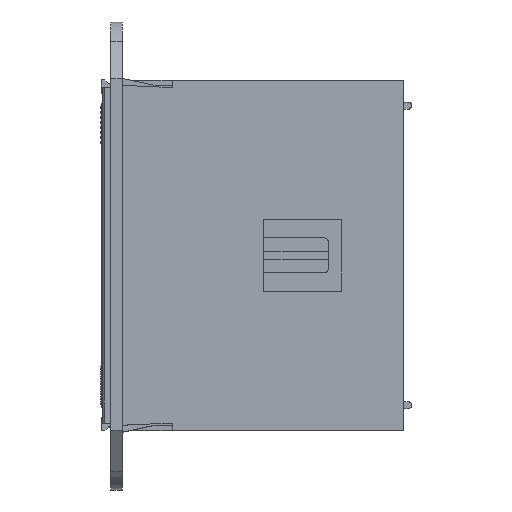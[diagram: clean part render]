
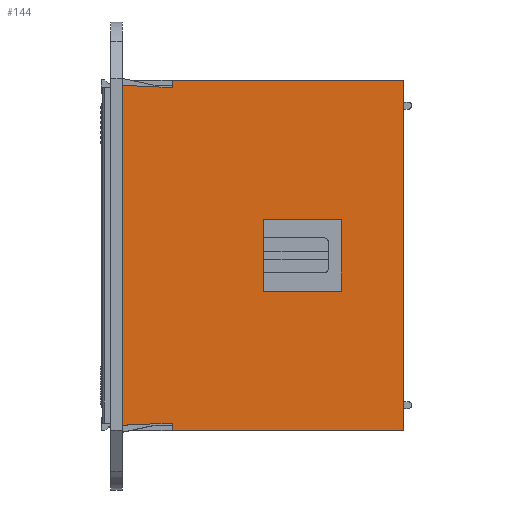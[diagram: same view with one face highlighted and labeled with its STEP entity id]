
A CAD part, top view. The second image highlights one B-rep face of the part: STEP entity #144.
In plain terms, the highlighted planar face has unit normal (0, 0, 1).
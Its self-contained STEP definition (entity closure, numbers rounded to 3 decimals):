
#144=ADVANCED_FACE('',(#2421,#2422),#2423,.F.);
#2421=FACE_OUTER_BOUND('',#7148,.T.);
#2422=FACE_BOUND('',#7149,.T.);
#2423=PLANE('',#7150);
#7148=EDGE_LOOP('',(#11897,#11898,#11899,#11900,#11901,#11902,#11903,#11904));
#7149=EDGE_LOOP('',(#11905,#11906,#11907,#11908));
#7150=AXIS2_PLACEMENT_3D('',#11909,#11910,#11911);
#11897=ORIENTED_EDGE('',*,*,#31347,.F.);
#11898=ORIENTED_EDGE('',*,*,#31348,.F.);
#11899=ORIENTED_EDGE('',*,*,#31349,.F.);
#11900=ORIENTED_EDGE('',*,*,#31350,.F.);
#11901=ORIENTED_EDGE('',*,*,#31351,.F.);
#11902=ORIENTED_EDGE('',*,*,#31352,.T.);
#11903=ORIENTED_EDGE('',*,*,#31353,.F.);
#11904=ORIENTED_EDGE('',*,*,#31354,.T.);
#11905=ORIENTED_EDGE('',*,*,#31355,.T.);
#11906=ORIENTED_EDGE('',*,*,#31356,.T.);
#11907=ORIENTED_EDGE('',*,*,#31357,.T.);
#11908=ORIENTED_EDGE('',*,*,#31358,.T.);
#11909=CARTESIAN_POINT('',(32.62,47.767,-3.76));
#11910=DIRECTION('',(0.0,0.0,-1.0));
#11911=DIRECTION('',(0.0,-1.0,0.0));
#31347=EDGE_CURVE('',#37660,#37661,#37662,.T.);
#31348=EDGE_CURVE('',#37663,#37660,#37664,.T.);
#31349=EDGE_CURVE('',#37665,#37663,#37666,.T.);
#31350=EDGE_CURVE('',#37667,#37665,#37668,.T.);
#31351=EDGE_CURVE('',#37669,#37667,#37670,.T.);
#31352=EDGE_CURVE('',#37669,#37671,#37672,.T.);
#31353=EDGE_CURVE('',#37673,#37671,#37674,.T.);
#31354=EDGE_CURVE('',#37673,#37661,#37675,.T.);
#31355=EDGE_CURVE('',#37676,#37677,#37678,.T.);
#31356=EDGE_CURVE('',#37677,#37679,#37680,.T.);
#31357=EDGE_CURVE('',#37679,#37681,#37682,.T.);
#31358=EDGE_CURVE('',#37681,#37676,#37683,.T.);
#37660=VERTEX_POINT('',#48135);
#37661=VERTEX_POINT('',#48136);
#37662=LINE('',#48137,#48138);
#37663=VERTEX_POINT('',#48139);
#37664=LINE('',#48140,#48141);
#37665=VERTEX_POINT('',#48142);
#37666=LINE('',#48143,#48144);
#37667=VERTEX_POINT('',#48145);
#37668=LINE('',#48146,#48147);
#37669=VERTEX_POINT('',#48148);
#37670=LINE('',#48149,#48150);
#37671=VERTEX_POINT('',#48151);
#37672=LINE('',#48152,#48153);
#37673=VERTEX_POINT('',#48154);
#37674=LINE('',#48155,#48156);
#37675=LINE('',#48157,#48158);
#37676=VERTEX_POINT('',#48159);
#37677=VERTEX_POINT('',#48160);
#37678=LINE('',#48161,#48162);
#37679=VERTEX_POINT('',#48163);
#37680=LINE('',#48164,#48165);
#37681=VERTEX_POINT('',#48166);
#37682=LINE('',#48167,#48168);
#37683=LINE('',#48169,#48170);
#48135=CARTESIAN_POINT('',(14.12,13.627,-3.76));
#48136=CARTESIAN_POINT('',(3.96,13.183,-3.76));
#48137=CARTESIAN_POINT('',(14.12,13.627,-3.76));
#48138=VECTOR('',#64723,10.17);
#48139=CARTESIAN_POINT('',(14.12,12.107,-3.76));
#48140=CARTESIAN_POINT('',(14.12,12.107,-3.76));
#48141=VECTOR('',#64724,1.52);
#48142=CARTESIAN_POINT('',(61.28,12.107,-3.76));
#48143=CARTESIAN_POINT('',(61.28,12.107,-3.76));
#48144=VECTOR('',#64725,47.16);
#48145=CARTESIAN_POINT('',(61.28,83.427,-3.76));
#48146=CARTESIAN_POINT('',(61.28,83.427,-3.76));
#48147=VECTOR('',#64726,71.32);
#48148=CARTESIAN_POINT('',(14.12,83.427,-3.76));
#48149=CARTESIAN_POINT('',(14.12,83.427,-3.76));
#48150=VECTOR('',#64727,47.16);
#48151=CARTESIAN_POINT('',(14.12,81.907,-3.76));
#48152=CARTESIAN_POINT('',(14.12,83.427,-3.76));
#48153=VECTOR('',#64728,1.52);
#48154=CARTESIAN_POINT('',(3.96,82.35,-3.76));
#48155=CARTESIAN_POINT('',(3.96,82.35,-3.76));
#48156=VECTOR('',#64729,10.17);
#48157=CARTESIAN_POINT('',(3.96,82.35,-3.76));
#48158=VECTOR('',#64730,69.167);
#48159=CARTESIAN_POINT('',(32.69,55.082,-3.76));
#48160=CARTESIAN_POINT('',(48.57,55.082,-3.76));
#48161=CARTESIAN_POINT('',(32.69,55.082,-3.76));
#48162=VECTOR('',#64731,15.88);
#48163=CARTESIAN_POINT('',(48.57,40.452,-3.76));
#48164=CARTESIAN_POINT('',(48.57,55.082,-3.76));
#48165=VECTOR('',#64732,14.63);
#48166=CARTESIAN_POINT('',(32.69,40.452,-3.76));
#48167=CARTESIAN_POINT('',(48.57,40.452,-3.76));
#48168=VECTOR('',#64733,15.88);
#48169=CARTESIAN_POINT('',(32.69,40.452,-3.76));
#48170=VECTOR('',#64734,14.63);
#64723=DIRECTION('',(-0.999,-0.044,0.0));
#64724=DIRECTION('',(0.0,1.0,0.0));
#64725=DIRECTION('',(-1.0,0.0,0.0));
#64726=DIRECTION('',(0.0,-1.0,0.0));
#64727=DIRECTION('',(1.0,0.0,0.0));
#64728=DIRECTION('',(0.0,-1.0,0.0));
#64729=DIRECTION('',(0.999,-0.044,0.0));
#64730=DIRECTION('',(0.0,-1.0,0.0));
#64731=DIRECTION('',(1.0,0.0,0.0));
#64732=DIRECTION('',(0.0,-1.0,0.0));
#64733=DIRECTION('',(-1.0,0.0,0.0));
#64734=DIRECTION('',(0.0,1.0,0.0));
